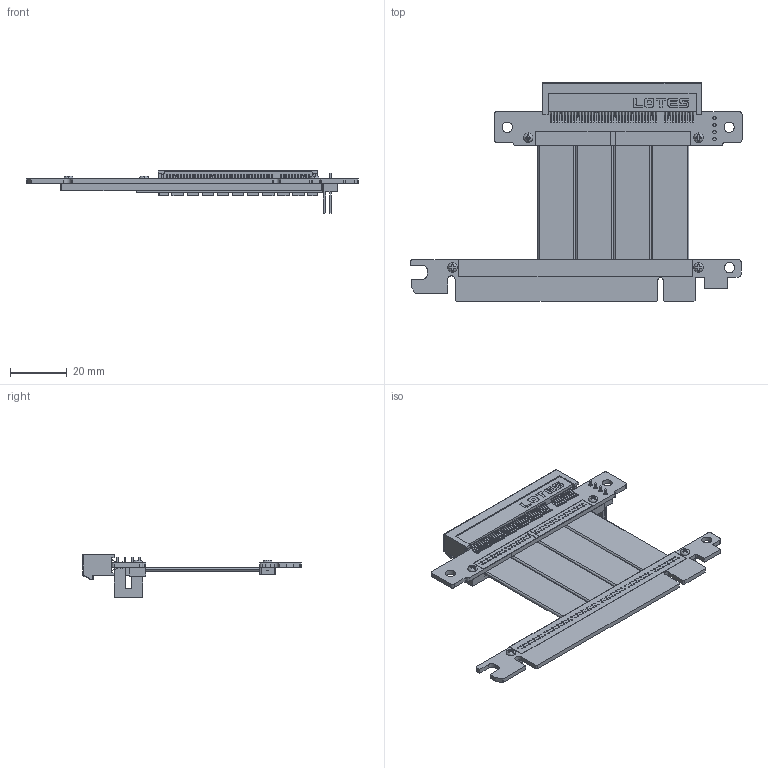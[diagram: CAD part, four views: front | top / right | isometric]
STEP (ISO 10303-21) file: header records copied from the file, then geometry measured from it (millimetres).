
FILE_DESCRIPTION(('Open CASCADE Model'),'2;1');
FILE_NAME('Open CASCADE Shape Model','2020-03-21T03:10:11',('Author'),( 'Open CASCADE'),'Open CASCADE STEP processor 6.8','Open CASCADE 6.8' ,'Unknown');
FILE_SCHEMA(('AUTOMOTIVE_DESIGN { 1 0 10303 214 1 1 1 1 }'));
Length unit declared in the file: millimetre
Products named in the file (17): PCB; Board; Open CASCADE STEP translator 6.8 24.1.1; Open CASCADE STEP translator 6.8 24.1.1.1; Open CASCADE STEP translator 6.8 24.1.2; Open CASCADE STEP translator 6.8 24.1.2.1; CN4; PCIe_x8_3D_RGB4404530; Free-Models; Tape28x5_RGB0; G0033_RGB9411503; Hexagon_nut_ISO_4032_(DIN_934)_-_M2_RGB9411503; R8S-PAD-20170526; c-171825-4-y-3d_RGB12967653; tape-3P_RGB0; RP33S-PAD; cable20-43
Assembly tree (26 placements, depth 4):
  PCB
    Board
      Open CASCADE STEP translator 6.8 24.1.1
        Open CASCADE STEP translator 6.8 24.1.1.1
      Open CASCADE STEP translator 6.8 24.1.2
        Open CASCADE STEP translator 6.8 24.1.2.1
    CN4
      PCIe_x8_3D_RGB4404530
    Free-Models
      Tape28x5_RGB0  x2
      G0033_RGB9411503  x4
      Hexagon_nut_ISO_4032_(DIN_934)_-_M2_RGB9411503  x4
      R8S-PAD-20170526
      c-171825-4-y-3d_RGB12967653
      tape-3P_RGB0
      RP33S-PAD
      cable20-43  x4
Bounding box: 116.73 x 76.97 x 14.97 mm (x, y, z)
Volume: 11678 mm3; surface area: 25339.4 mm2
Topology: 181 solids, 181 shells, 6353 faces, 15286 edges, 9418 vertices
Faces by surface type: plane 3058, cylinder 2324, bspline 588, torus 320, cone 48, revolution 8, sphere 7
Full cylindrical faces by diameter (mm): 0.6 x193, 1.2 x4, 2.2 x8, 3.6 x3, 4 x2, 4.8 x2
Entity records: 193242 total; most frequent: CARTESIAN_POINT 36312, ORIENTED_EDGE 25476, DIRECTION 21423, EDGE_CURVE 12738, LINE 7949, VECTOR 7949, VERTEX_POINT 7856, AXIS2_PLACEMENT_3D 6736
